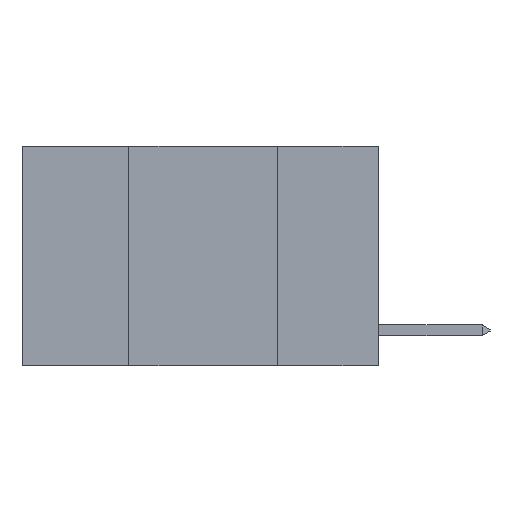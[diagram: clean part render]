
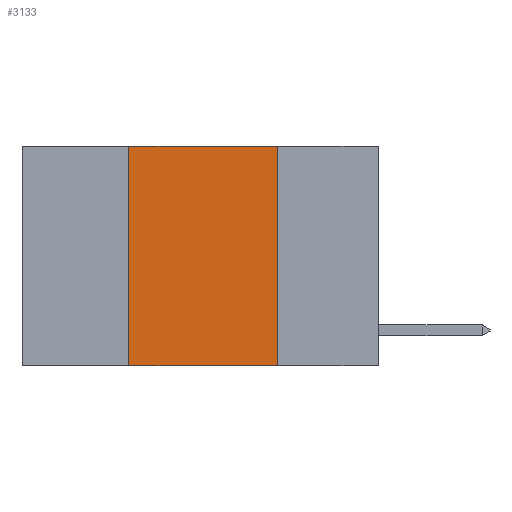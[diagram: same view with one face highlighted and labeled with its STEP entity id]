
A CAD part, left-side view. The second image highlights one B-rep face of the part: STEP entity #3133.
In plain terms, the highlighted planar face has unit normal (-1, 0, 0).
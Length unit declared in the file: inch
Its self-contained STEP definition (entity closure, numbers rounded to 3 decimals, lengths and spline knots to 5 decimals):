
#252 = ORIENTED_EDGE ( 'NONE', *, *, #4020, .F. ) ;
#523 = VECTOR ( 'NONE', #1888, 39.37008 ) ;
#986 = CARTESIAN_POINT ( 'NONE',  ( 0., 0.17, 0. ) ) ;
#1012 = CARTESIAN_POINT ( 'NONE',  ( 0., 0.17, -0.37 ) ) ;
#1065 = CARTESIAN_POINT ( 'NONE',  ( 0., 0.17, 0. ) ) ;
#1171 = EDGE_CURVE ( 'NONE', #8052, #3448, #1202, .T. ) ;
#1202 = LINE ( 'NONE', #4595, #3331 ) ;
#1438 = LINE ( 'NONE', #986, #3568 ) ;
#1888 = DIRECTION ( 'NONE',  ( 0., -1., 0. ) ) ;
#2059 = EDGE_CURVE ( 'NONE', #8052, #10019, #3872, .T. ) ;
#2505 = CARTESIAN_POINT ( 'NONE',  ( 0., 0.42, -0.37 ) ) ;
#2887 = LINE ( 'NONE', #5477, #523 ) ;
#3021 = AXIS2_PLACEMENT_3D ( 'NONE', #3938, #3900, #3876 ) ;
#3133 = ADVANCED_FACE ( 'NONE', ( #7692 ), #3903, .F. ) ;
#3331 = VECTOR ( 'NONE', #9180, 39.37008 ) ;
#3448 = VERTEX_POINT ( 'NONE', #1012 ) ;
#3568 = VECTOR ( 'NONE', #4608, 39.37008 ) ;
#3872 = LINE ( 'NONE', #6946, #8483 ) ;
#3876 = DIRECTION ( 'NONE',  ( 0., 0., -1. ) ) ;
#3900 = DIRECTION ( 'NONE',  ( 1., 0., 0. ) ) ;
#3903 = PLANE ( 'NONE',  #3021 ) ;
#3938 = CARTESIAN_POINT ( 'NONE',  ( 0., 0.6, 0. ) ) ;
#4020 = EDGE_CURVE ( 'NONE', #5490, #3448, #1438, .T. ) ;
#4595 = CARTESIAN_POINT ( 'NONE',  ( 0., 0.6, -0.37 ) ) ;
#4608 = DIRECTION ( 'NONE',  ( 0., 0., -1. ) ) ;
#5477 = CARTESIAN_POINT ( 'NONE',  ( 0., 0.6, 0. ) ) ;
#5490 = VERTEX_POINT ( 'NONE', #1065 ) ;
#6946 = CARTESIAN_POINT ( 'NONE',  ( 0., 0.42, 0. ) ) ;
#7597 = ORIENTED_EDGE ( 'NONE', *, *, #10431, .F. ) ;
#7692 = FACE_OUTER_BOUND ( 'NONE', #7843, .T. ) ;
#7843 = EDGE_LOOP ( 'NONE', ( #252, #7597, #9805, #7863 ) ) ;
#7863 = ORIENTED_EDGE ( 'NONE', *, *, #1171, .T. ) ;
#8052 = VERTEX_POINT ( 'NONE', #2505 ) ;
#8483 = VECTOR ( 'NONE', #10507, 39.37008 ) ;
#9180 = DIRECTION ( 'NONE',  ( 0., -1., 0. ) ) ;
#9805 = ORIENTED_EDGE ( 'NONE', *, *, #2059, .F. ) ;
#10019 = VERTEX_POINT ( 'NONE', #10787 ) ;
#10431 = EDGE_CURVE ( 'NONE', #10019, #5490, #2887, .T. ) ;
#10507 = DIRECTION ( 'NONE',  ( 0., 0., 1. ) ) ;
#10787 = CARTESIAN_POINT ( 'NONE',  ( 0., 0.42, 0. ) ) ;
